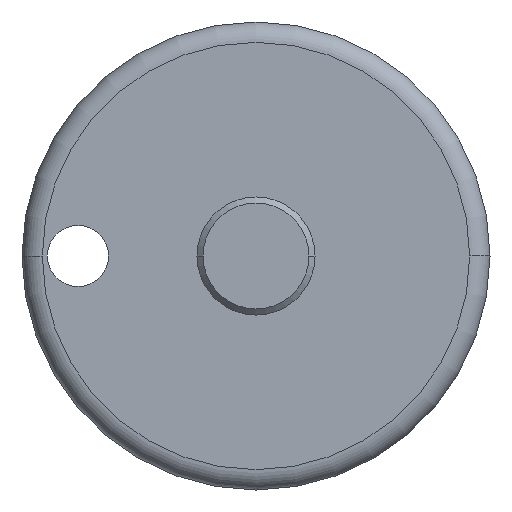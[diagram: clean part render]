
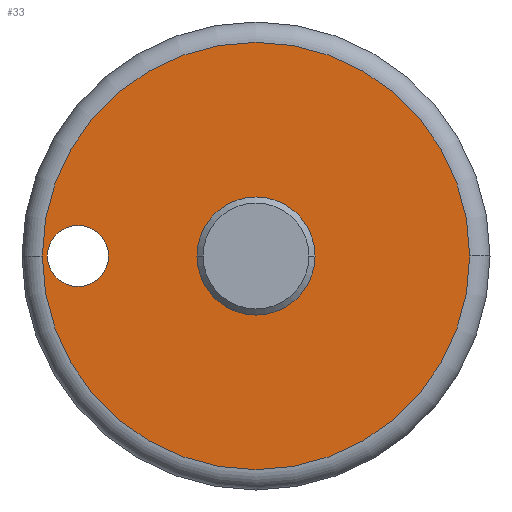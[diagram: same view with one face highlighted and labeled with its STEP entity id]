
A CAD part, left-side view. The second image highlights one B-rep face of the part: STEP entity #33.
In plain terms, the highlighted planar face has unit normal (-1, 0, 0).
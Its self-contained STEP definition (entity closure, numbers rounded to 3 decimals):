
#1 = EDGE_LOOP ( 'NONE', ( #648, #309 ) ) ;
#18 = AXIS2_PLACEMENT_3D ( 'NONE', #906, #89, #815 ) ;
#33 = ADVANCED_FACE ( 'NONE', ( #93, #84, #978 ), #1000, .F. ) ;
#51 = VERTEX_POINT ( 'NONE', #274 ) ;
#58 = CARTESIAN_POINT ( 'NONE',  ( -91.681, 0.721, 0. ) ) ;
#67 = ORIENTED_EDGE ( 'NONE', *, *, #215, .F. ) ;
#83 = EDGE_CURVE ( 'NONE', #727, #51, #623, .T. ) ;
#84 = FACE_OUTER_BOUND ( 'NONE', #272, .T. ) ;
#89 = DIRECTION ( 'NONE',  ( 1., 0., 0. ) ) ;
#93 = FACE_BOUND ( 'NONE', #1, .T. ) ;
#146 = CIRCLE ( 'NONE', #456, 2.9 ) ;
#150 = CIRCLE ( 'NONE', #499, 10.5 ) ;
#190 = CARTESIAN_POINT ( 'NONE',  ( -91.681, 7.971, 0. ) ) ;
#203 = DIRECTION ( 'NONE',  ( 0., 1., 0. ) ) ;
#215 = EDGE_CURVE ( 'NONE', #734, #367, #441, .T. ) ;
#272 = EDGE_LOOP ( 'NONE', ( #688, #1049 ) ) ;
#274 = CARTESIAN_POINT ( 'NONE',  ( -91.681, -9.779, 0. ) ) ;
#290 = CARTESIAN_POINT ( 'NONE',  ( -91.681, 12.221, 0. ) ) ;
#309 = ORIENTED_EDGE ( 'NONE', *, *, #626, .T. ) ;
#357 = ORIENTED_EDGE ( 'NONE', *, *, #590, .F. ) ;
#367 = VERTEX_POINT ( 'NONE', #818 ) ;
#380 = EDGE_LOOP ( 'NONE', ( #67, #357 ) ) ;
#424 = DIRECTION ( 'NONE',  ( -1., 0., 0. ) ) ;
#441 = CIRCLE ( 'NONE', #533, 2.9 ) ;
#456 = AXIS2_PLACEMENT_3D ( 'NONE', #821, #910, #731 ) ;
#499 = AXIS2_PLACEMENT_3D ( 'NONE', #687, #424, #203 ) ;
#502 = DIRECTION ( 'NONE',  ( 0., 1., 0. ) ) ;
#526 = CARTESIAN_POINT ( 'NONE',  ( -91.681, 11.221, 0. ) ) ;
#532 = DIRECTION ( 'NONE',  ( 0., -1., 0. ) ) ;
#533 = AXIS2_PLACEMENT_3D ( 'NONE', #877, #955, #532 ) ;
#536 = AXIS2_PLACEMENT_3D ( 'NONE', #847, #913, #562 ) ;
#556 = CIRCLE ( 'NONE', #536, 1.5 ) ;
#562 = DIRECTION ( 'NONE',  ( 0., 1., 0. ) ) ;
#590 = EDGE_CURVE ( 'NONE', #367, #734, #146, .T. ) ;
#615 = AXIS2_PLACEMENT_3D ( 'NONE', #58, #950, #762 ) ;
#623 = CIRCLE ( 'NONE', #615, 10.5 ) ;
#626 = EDGE_CURVE ( 'NONE', #736, #669, #893, .T. ) ;
#648 = ORIENTED_EDGE ( 'NONE', *, *, #983, .T. ) ;
#669 = VERTEX_POINT ( 'NONE', #1003 ) ;
#687 = CARTESIAN_POINT ( 'NONE',  ( -91.681, 0.721, 0. ) ) ;
#688 = ORIENTED_EDGE ( 'NONE', *, *, #83, .T. ) ;
#726 = AXIS2_PLACEMENT_3D ( 'NONE', #290, #854, #502 ) ;
#727 = VERTEX_POINT ( 'NONE', #526 ) ;
#731 = DIRECTION ( 'NONE',  ( 0., -1., 0. ) ) ;
#734 = VERTEX_POINT ( 'NONE', #747 ) ;
#736 = VERTEX_POINT ( 'NONE', #190 ) ;
#747 = CARTESIAN_POINT ( 'NONE',  ( -91.681, -2.179, 0. ) ) ;
#762 = DIRECTION ( 'NONE',  ( 0., 1., 0. ) ) ;
#780 = EDGE_CURVE ( 'NONE', #51, #727, #150, .T. ) ;
#815 = DIRECTION ( 'NONE',  ( 0., 1., 0. ) ) ;
#818 = CARTESIAN_POINT ( 'NONE',  ( -91.681, 3.621, 0. ) ) ;
#821 = CARTESIAN_POINT ( 'NONE',  ( -91.681, 0.721, 0. ) ) ;
#847 = CARTESIAN_POINT ( 'NONE',  ( -91.681, 9.471, 0. ) ) ;
#854 = DIRECTION ( 'NONE',  ( 1., 0., 0. ) ) ;
#877 = CARTESIAN_POINT ( 'NONE',  ( -91.681, 0.721, 0. ) ) ;
#893 = CIRCLE ( 'NONE', #18, 1.5 ) ;
#906 = CARTESIAN_POINT ( 'NONE',  ( -91.681, 9.471, 0. ) ) ;
#910 = DIRECTION ( 'NONE',  ( -1., 0., 0. ) ) ;
#913 = DIRECTION ( 'NONE',  ( 1., 0., 0. ) ) ;
#950 = DIRECTION ( 'NONE',  ( -1., 0., 0. ) ) ;
#955 = DIRECTION ( 'NONE',  ( -1., 0., 0. ) ) ;
#978 = FACE_BOUND ( 'NONE', #380, .T. ) ;
#983 = EDGE_CURVE ( 'NONE', #669, #736, #556, .T. ) ;
#1000 = PLANE ( 'NONE',  #726 ) ;
#1003 = CARTESIAN_POINT ( 'NONE',  ( -91.681, 10.971, 0. ) ) ;
#1049 = ORIENTED_EDGE ( 'NONE', *, *, #780, .T. ) ;
